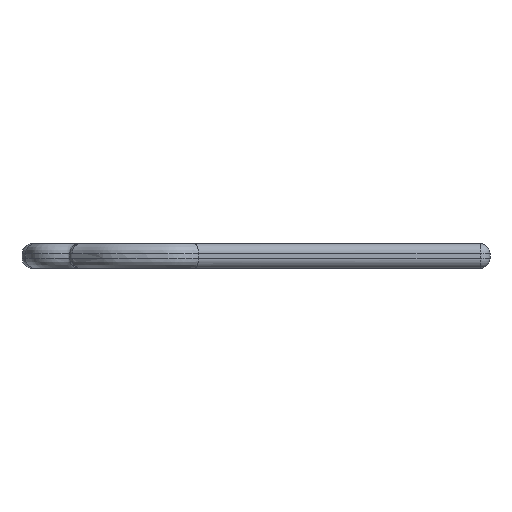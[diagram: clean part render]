
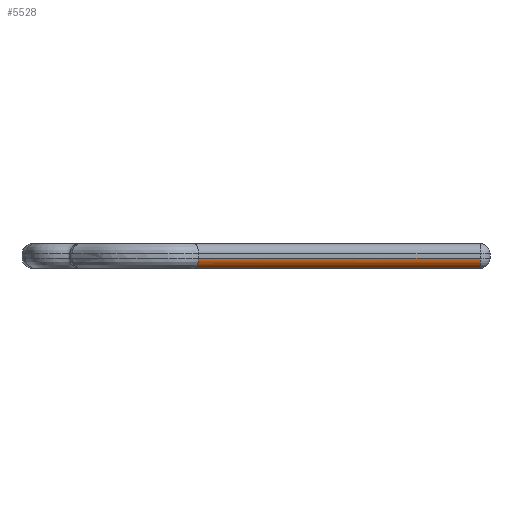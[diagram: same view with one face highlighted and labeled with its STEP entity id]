
A CAD part, left-side view. The second image highlights one B-rep face of the part: STEP entity #5528.
In plain terms, the highlighted cylindrical face has radius 2.032 mm (diameter 4.064 mm), a partial arc.
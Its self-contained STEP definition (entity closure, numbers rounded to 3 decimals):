
#148=CYLINDRICAL_SURFACE('',#5990,2.032);
#398=CIRCLE('',#5991,2.032);
#861=B_SPLINE_CURVE_WITH_KNOTS('',3,(#10428,#10429,#10430,#10431,#10432),
 .UNSPECIFIED.,.F.,.F.,(4,1,4),(0.,0.002,0.003),
 .UNSPECIFIED.);
#1357=ORIENTED_EDGE('',*,*,#3043,.F.);
#1358=ORIENTED_EDGE('',*,*,#2581,.F.);
#1359=ORIENTED_EDGE('',*,*,#3044,.T.);
#1360=ORIENTED_EDGE('',*,*,#2911,.F.);
#2581=EDGE_CURVE('',#3427,#3431,#3889,.T.);
#2911=EDGE_CURVE('',#3755,#3756,#4187,.F.);
#3043=EDGE_CURVE('',#3431,#3755,#398,.T.);
#3044=EDGE_CURVE('',#3427,#3756,#861,.T.);
#3427=VERTEX_POINT('',#8963);
#3431=VERTEX_POINT('',#9063);
#3755=VERTEX_POINT('',#9999);
#3756=VERTEX_POINT('',#10001);
#3889=LINE('',#9066,#4279);
#4187=LINE('',#10000,#4577);
#4279=VECTOR('',#6686,1000.);
#4577=VECTOR('',#7158,1000.);
#4737=EDGE_LOOP('',(#1357,#1358,#1359,#1360));
#5129=FACE_BOUND('',#4737,.T.);
#5528=ADVANCED_FACE('',(#5129),#148,.T.);
#5990=AXIS2_PLACEMENT_3D('',#10426,#7328,#7329);
#5991=AXIS2_PLACEMENT_3D('',#10427,#7330,#7331);
#6686=DIRECTION('',(0.,-1.,0.));
#7158=DIRECTION('',(0.,-1.,0.));
#7328=DIRECTION('',(0.,-1.,0.));
#7329=DIRECTION('',(0.,0.,-1.));
#7330=DIRECTION('',(0.,-1.,0.));
#7331=DIRECTION('',(0.,0.,-1.));
#8963=CARTESIAN_POINT('',(-128.905,48.534,-3.048));
#9063=CARTESIAN_POINT('',(-128.905,-9.673,-3.048));
#9066=CARTESIAN_POINT('',(-128.905,48.534,-3.048));
#9999=CARTESIAN_POINT('',(-126.873,-9.673,-5.08));
#10000=CARTESIAN_POINT('',(-126.873,83.732,-5.08));
#10001=CARTESIAN_POINT('',(-126.873,49.333,-5.08));
#10426=CARTESIAN_POINT('',(-126.873,48.534,-3.048));
#10427=CARTESIAN_POINT('',(-126.873,-9.673,-3.048));
#10428=CARTESIAN_POINT('',(-128.905,48.534,-3.048));
#10429=CARTESIAN_POINT('',(-128.905,48.534,-3.605));
#10430=CARTESIAN_POINT('',(-128.424,48.723,-4.678));
#10431=CARTESIAN_POINT('',(-127.384,49.132,-5.08));
#10432=CARTESIAN_POINT('',(-126.873,49.333,-5.08));
